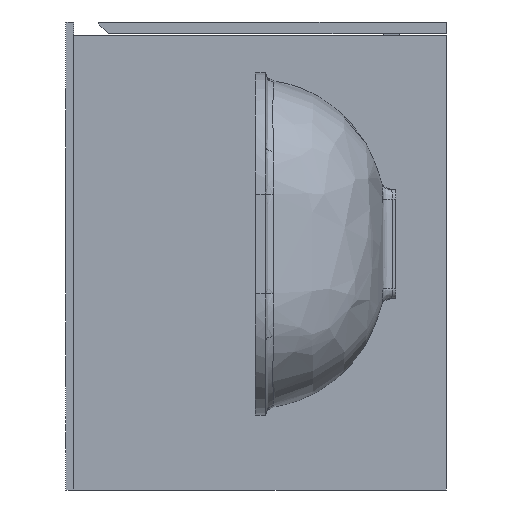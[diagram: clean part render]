
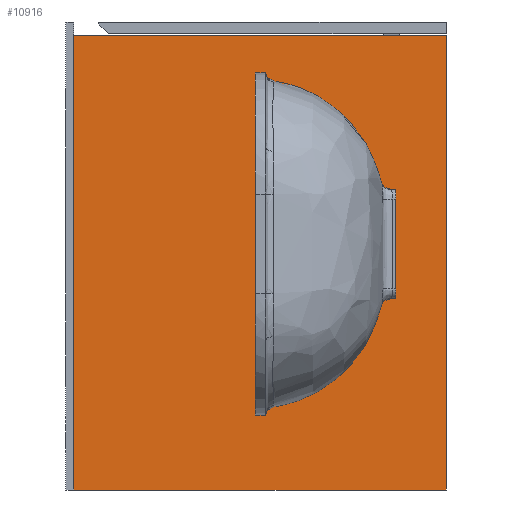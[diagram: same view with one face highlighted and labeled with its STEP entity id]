
A CAD part, left-side view. The second image highlights one B-rep face of the part: STEP entity #10916.
In plain terms, the highlighted planar face has unit normal (-1, 0, 0).
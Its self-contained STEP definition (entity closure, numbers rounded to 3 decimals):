
#1738 = LINE ( 'NONE', #10914, #28712 ) ;
#2056 = VECTOR ( 'NONE', #13533, 1000. ) ;
#2961 = CARTESIAN_POINT ( 'NONE',  ( 2., 830.396, -470. ) ) ;
#4312 = ORIENTED_EDGE ( 'NONE', *, *, #29188, .F. ) ;
#4363 = CARTESIAN_POINT ( 'NONE',  ( 2., 0., -470. ) ) ;
#4729 = CARTESIAN_POINT ( 'NONE',  ( 2., 830.396, -470. ) ) ;
#5426 = VERTEX_POINT ( 'NONE', #15858 ) ;
#5474 = VERTEX_POINT ( 'NONE', #15605 ) ;
#5679 = DIRECTION ( 'NONE',  ( 0., 0., 1. ) ) ;
#5995 = EDGE_CURVE ( 'NONE', #5426, #28345, #23567, .T. ) ;
#6729 = VECTOR ( 'NONE', #5679, 1000. ) ;
#7633 = ORIENTED_EDGE ( 'NONE', *, *, #5995, .T. ) ;
#9464 = EDGE_CURVE ( 'NONE', #5426, #5474, #17117, .T. ) ;
#9720 = AXIS2_PLACEMENT_3D ( 'NONE', #4729, #13903, #23074 ) ;
#10040 = VERTEX_POINT ( 'NONE', #14000 ) ;
#10914 = CARTESIAN_POINT ( 'NONE',  ( 2., 830.396, -14. ) ) ;
#10916 = ADVANCED_FACE ( 'NONE', ( #16162 ), #25338, .F. ) ;
#12139 = DIRECTION ( 'NONE',  ( 0., -1., 0. ) ) ;
#12440 = EDGE_CURVE ( 'NONE', #28345, #10040, #24962, .T. ) ;
#12446 = CARTESIAN_POINT ( 'NONE',  ( 2., 0., -470. ) ) ;
#13533 = DIRECTION ( 'NONE',  ( 0., 0., 1. ) ) ;
#13903 = DIRECTION ( 'NONE',  ( 1., 0., 0. ) ) ;
#14000 = CARTESIAN_POINT ( 'NONE',  ( 2., 0., -14. ) ) ;
#15605 = CARTESIAN_POINT ( 'NONE',  ( 2., 374., -14. ) ) ;
#15858 = CARTESIAN_POINT ( 'NONE',  ( 2., 374., -470. ) ) ;
#16162 = FACE_OUTER_BOUND ( 'NONE', #21217, .T. ) ;
#17117 = LINE ( 'NONE', #26297, #6729 ) ;
#19166 = ORIENTED_EDGE ( 'NONE', *, *, #12440, .T. ) ;
#20078 = DIRECTION ( 'NONE',  ( 0., -1., 0. ) ) ;
#21217 = EDGE_LOOP ( 'NONE', ( #22760, #7633, #19166, #4312 ) ) ;
#22760 = ORIENTED_EDGE ( 'NONE', *, *, #9464, .F. ) ;
#23074 = DIRECTION ( 'NONE',  ( 0., 0., -1. ) ) ;
#23567 = LINE ( 'NONE', #2961, #27726 ) ;
#24962 = LINE ( 'NONE', #4363, #2056 ) ;
#25338 = PLANE ( 'NONE',  #9720 ) ;
#26297 = CARTESIAN_POINT ( 'NONE',  ( 2., 374., -470. ) ) ;
#27726 = VECTOR ( 'NONE', #12139, 1000. ) ;
#28345 = VERTEX_POINT ( 'NONE', #12446 ) ;
#28712 = VECTOR ( 'NONE', #20078, 1000. ) ;
#29188 = EDGE_CURVE ( 'NONE', #5474, #10040, #1738, .T. ) ;
